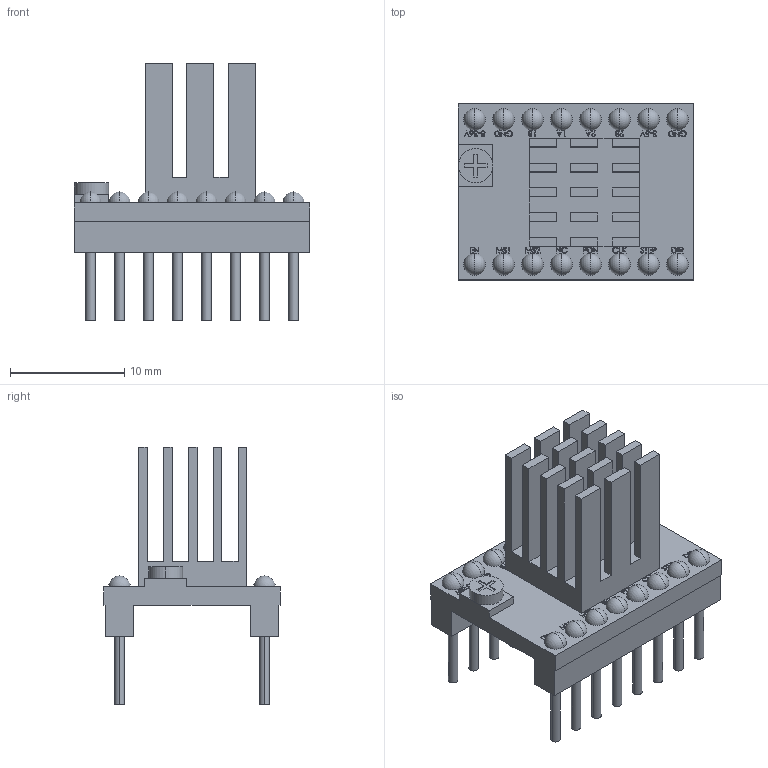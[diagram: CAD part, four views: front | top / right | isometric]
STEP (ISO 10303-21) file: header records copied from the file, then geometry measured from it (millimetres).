
FILE_DESCRIPTION (( 'STEP AP203' ), '1' );
FILE_NAME ('CIRCUIT BOARD,SILENTSTEPSTICK,TMC2208.STEP', '2020-01-13T01:58:43', ( '' ), ( '' ), 'SwSTEP 2.0', 'SolidWorks 2019', '' );
FILE_SCHEMA (( 'CONFIG_CONTROL_DESIGN' ));
Length unit declared in the file: millimetre
Products named in the file (1): CIRCUIT BOARD,SILENTSTEPSTICK,TMC2208
Bounding box: 20.6 x 15.43 x 22.6 mm (x, y, z)
Volume: 1378 mm3; surface area: 2359 mm2
Topology: 1 solids, 1 shells, 776 faces, 2101 edges, 1394 vertices
Faces by surface type: plane 486, bspline 224, cylinder 34, sphere 32
Entity records: 35758 total; most frequent: CARTESIAN_POINT 17896, ORIENTED_EDGE 4074, DIRECTION 2827, EDGE_CURVE 2037, LINE 1457, VECTOR 1457, VERTEX_POINT 1362, EDGE_LOOP 875
